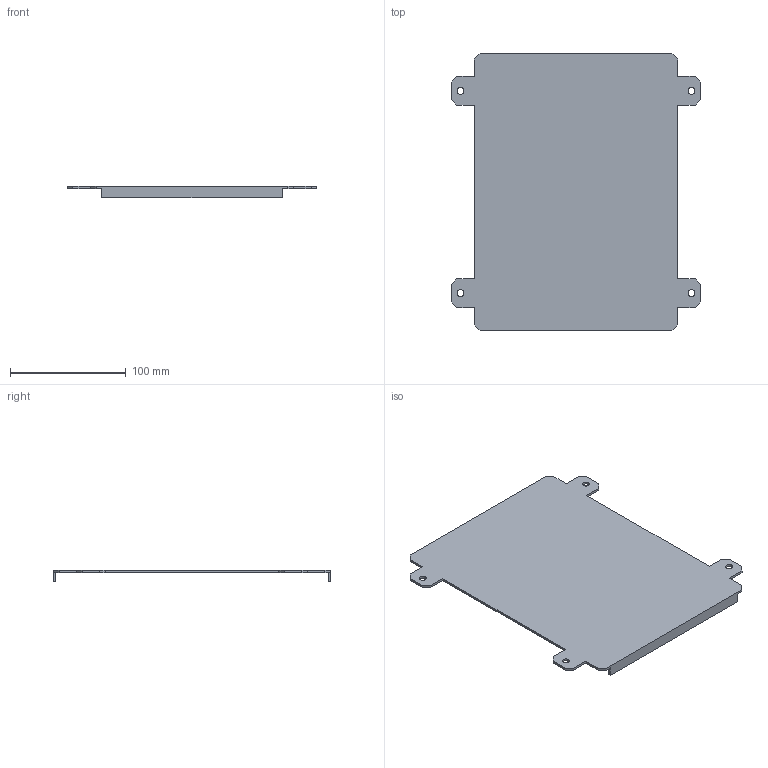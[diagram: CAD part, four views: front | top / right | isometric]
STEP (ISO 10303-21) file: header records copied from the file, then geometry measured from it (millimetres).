
FILE_DESCRIPTION((''),'2;1');
FILE_NAME('F_ASM','2023-01-26T09:30:33',('klemen.sitar'),('Audax d.o.o.'),'CREO PARAMETRIC BY PTC INC, 2021304','CREO PARAMETRIC BY PTC INC, 2021304','');
FILE_SCHEMA(('AP242_MANAGED_MODEL_BASED_3D_ENGINEERING_MIM_LF { 1 0 10303 442 1 1 4 }'));
Length unit declared in the file: millimetre
Products named in the file (2): OPEN_CASCADE_STEP_TRANSLA-11685; F_ASM
Assembly tree (1 placements, depth 2):
  F_ASM
    OPEN_CASCADE_STEP_TRANSLA-11685
Bounding box: 216 x 240 x 10 mm (x, y, z)
Volume: 92945.8 mm3; surface area: 95074.3 mm2
Topology: 1 solids, 1 shells, 50 faces, 144 edges, 96 vertices
Faces by surface type: plane 42, cylinder 8
Entity records: 2621 total; most frequent: CARTESIAN_POINT 298, ORIENTED_EDGE 288, DIRECTION 268, PRESENTATION_STYLE_ASSIGNMENT 197, STYLED_ITEM 197, CURVE_STYLE 146, EDGE_CURVE 144, VECTOR 128
